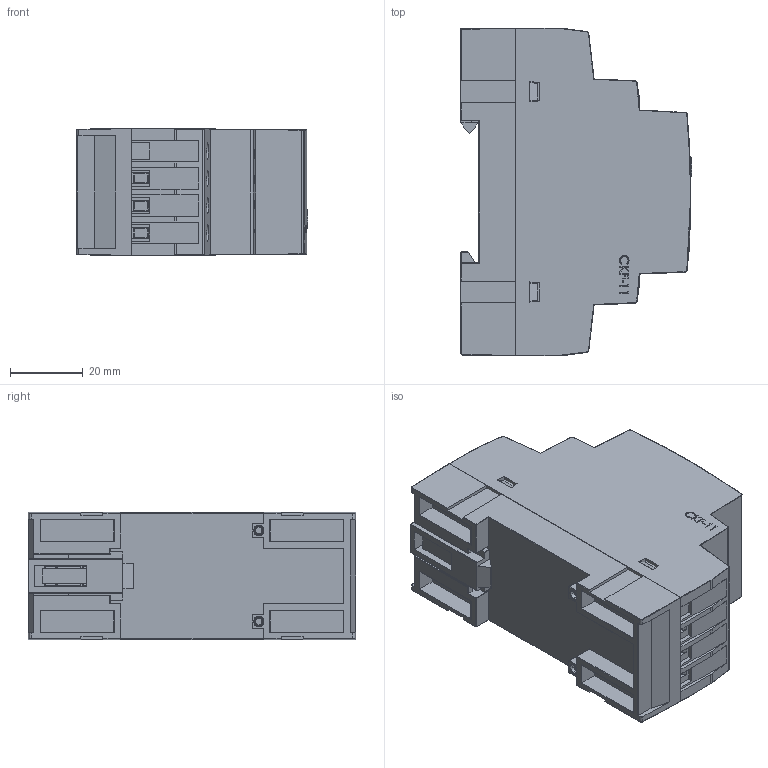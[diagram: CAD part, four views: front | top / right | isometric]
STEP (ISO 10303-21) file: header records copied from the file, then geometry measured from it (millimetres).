
FILE_DESCRIPTION(('STEP AP242'), '1');
FILE_NAME('CKF-11 ñáîðêà', '', ('UNSPECIFIED'), ('UNSPECIFIED'), 'C3D Converter', 'C3D Toolkit', '');
FILE_SCHEMA(('AP242_MANAGED_MODEL_BASED_3D_ENGINEERING_MIM_LF { 1 0 10303 442 1 1 4 }'));
Length unit declared in the file: millimetre
Assembly tree (16 placements, depth 3):
  (unnamed)
    (unnamed)
      (unnamed)
    (unnamed)
    (unnamed)
    (unnamed)
    (unnamed)
    (unnamed)  x2
      (unnamed)
    (unnamed)
    (unnamed)
      (unnamed)  x3
    (unnamed)
Bounding box: 63.48 x 90 x 35 mm (x, y, z)
Volume: 43138.2 mm3; surface area: 47691.4 mm2
Topology: 28 solids, 28 shells, 1360 faces, 3426 edges, 2148 vertices
Faces by surface type: plane 751, cylinder 243, extrusion 155, bspline 133, cone 37, sphere 22, torus 19
Full cylindrical faces by diameter (mm): 2 x7, 3.5 x7, 4.5 x8, 5.5 x1, 6.5 x1
Entity records: 87963 total; most frequent: CARTESIAN_POINT 57860, ORIENTED_EDGE 6168, DIRECTION 4928, EDGE_CURVE 3084, VECTOR 2192, LINE 2037, VERTEX_POINT 1955, AXIS2_PLACEMENT_3D 1368
